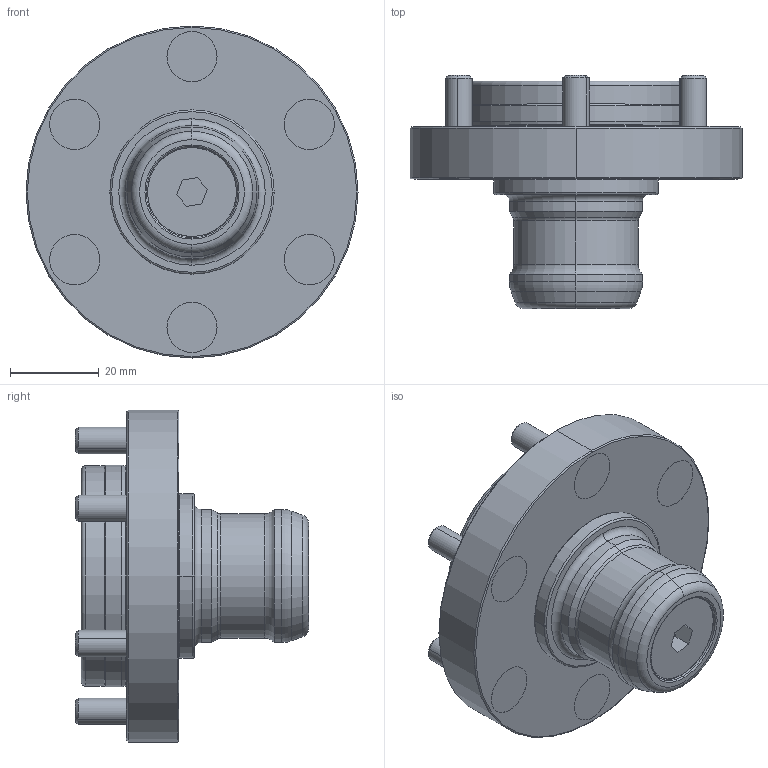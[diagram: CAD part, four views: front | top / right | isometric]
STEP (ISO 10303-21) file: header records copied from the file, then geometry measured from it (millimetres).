
FILE_DESCRIPTION (( 'STEP AP214' ), '1' );
FILE_NAME ('804 482 Flanschnippel mit Ausgleichsfunktion 058-059-OZ.STEP', '2015-01-30T13:15:19', ( '' ), ( '' ), 'SwSTEP 2.0', 'SolidWorks 2015', '' );
FILE_SCHEMA (( 'AUTOMOTIVE_DESIGN' ));
Length unit declared in the file: millimetre
Products named in the file (1): 804 482 Flanschnippel mit Ausgleichsfunktion 058-059-OZ
Bounding box: 74.8 x 52.52 x 74.8 mm (x, y, z)
Volume: 89667.1 mm3; surface area: 23970.3 mm2
Topology: 1 solids, 7 shells, 333 faces, 698 edges, 422 vertices
Faces by surface type: cylinder 102, plane 101, cone 72, torus 58
Entity records: 12538 total; most frequent: DIRECTION 1756, CARTESIAN_POINT 1450, ORIENTED_EDGE 1388, AXIS2_PLACEMENT_3D 728, EDGE_CURVE 694, VERTEX_POINT 422, CIRCLE 394, EDGE_LOOP 380
